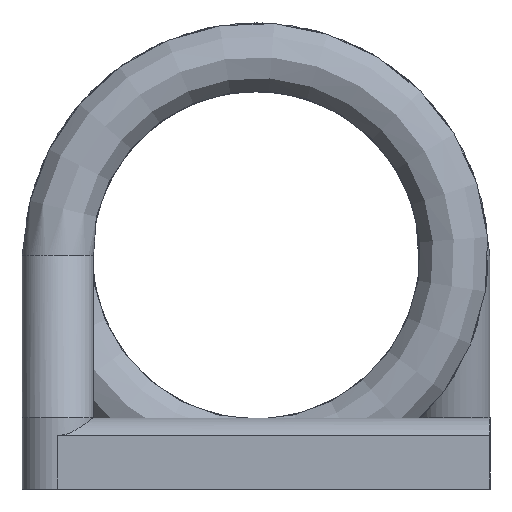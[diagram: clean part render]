
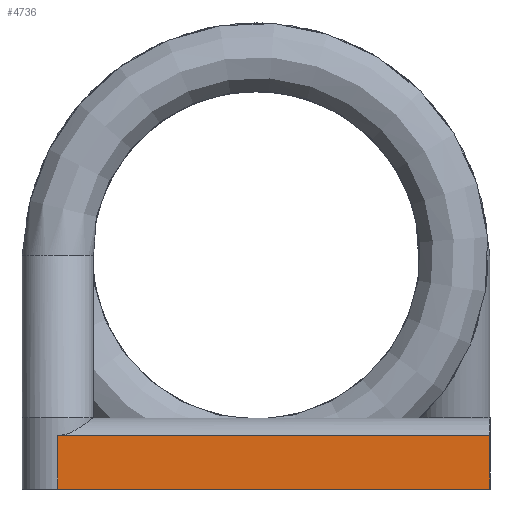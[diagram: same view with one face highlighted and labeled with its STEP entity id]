
A CAD part, left-side view. The second image highlights one B-rep face of the part: STEP entity #4736.
In plain terms, the highlighted planar face has unit normal (-1, 0, 0).
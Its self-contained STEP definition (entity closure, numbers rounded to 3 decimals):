
#4323=DIRECTION('',(0.,1.,0.));
#4507=VERTEX_POINT('',#4508);
#4508=CARTESIAN_POINT('',(-6.798,3.173,0.859));
#4571=ORIENTED_EDGE('',*,*,#4572,.T.);
#4572=EDGE_CURVE('',#4507,#4573,#4575,.T.);
#4573=VERTEX_POINT('',#4574);
#4574=CARTESIAN_POINT('',(-6.798,3.173,0.));
#4575=LINE('',#4508,#4576);
#4576=VECTOR('',#4577,1.);
#4577=DIRECTION('',(0.,0.,-1.));
#4721=VERTEX_POINT('',#4722);
#4722=CARTESIAN_POINT('',(-6.798,-3.745,0.859));
#4731=VECTOR('',#4323,1.);
#4733=EDGE_CURVE('',#4721,#4507,#4734,.T.);
#4734=LINE('',#4722,#4731);
#4736=ADVANCED_FACE('',(#4737),#4748,.T.);
#4737=FACE_BOUND('',#4738,.T.);
#4738=EDGE_LOOP('',(#4739,#4571,#4740,#4745));
#4739=ORIENTED_EDGE('',*,*,#4733,.T.);
#4740=ORIENTED_EDGE('',*,*,#4741,.F.);
#4741=EDGE_CURVE('',#4742,#4573,#4744,.T.);
#4742=VERTEX_POINT('',#4743);
#4743=CARTESIAN_POINT('',(-6.798,-3.745,0.));
#4744=LINE('',#4743,#4731);
#4745=ORIENTED_EDGE('',*,*,#4746,.F.);
#4746=EDGE_CURVE('',#4721,#4742,#4747,.T.);
#4747=LINE('',#4722,#4576);
#4748=PLANE('',#4749);
#4749=AXIS2_PLACEMENT_3D('',#4722,#4750,#4577);
#4750=DIRECTION('',(-1.,0.,0.));
